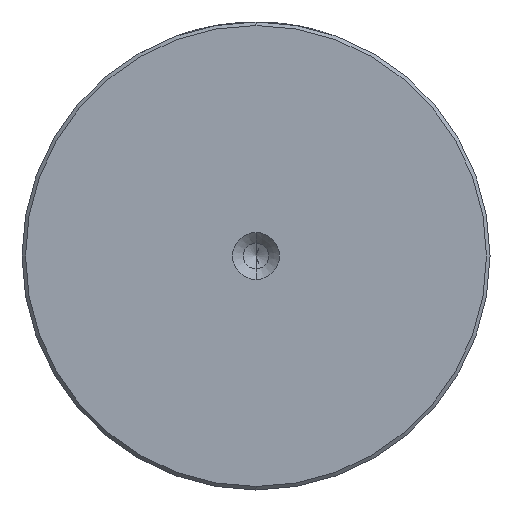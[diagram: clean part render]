
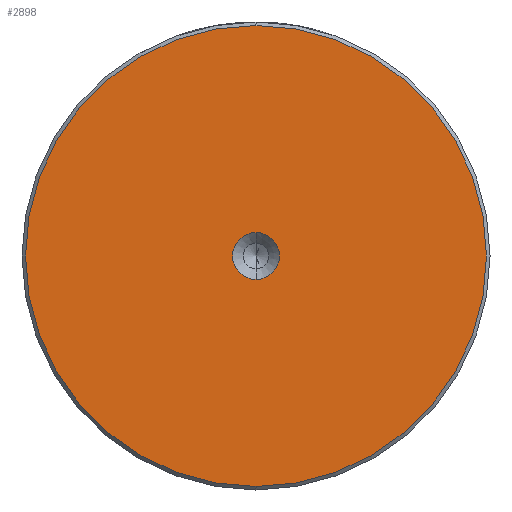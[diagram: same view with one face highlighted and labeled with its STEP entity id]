
A CAD part, left-side view. The second image highlights one B-rep face of the part: STEP entity #2898.
In plain terms, the highlighted planar face has unit normal (-1, 0, 0).
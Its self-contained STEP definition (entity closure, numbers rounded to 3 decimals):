
#4 = CARTESIAN_POINT ( 'NONE',  ( 0., 0., -3.3 ) ) ;
#146 = VERTEX_POINT ( 'NONE', #2760 ) ;
#168 = CIRCLE ( 'NONE', #1455, 32.5 ) ;
#200 = DIRECTION ( 'NONE',  ( -1., 0., 0. ) ) ;
#235 = CARTESIAN_POINT ( 'NONE',  ( 0., 0., 0. ) ) ;
#246 = AXIS2_PLACEMENT_3D ( 'NONE', #1311, #1317, #2878 ) ;
#305 = AXIS2_PLACEMENT_3D ( 'NONE', #1645, #1633, #1425 ) ;
#352 = ORIENTED_EDGE ( 'NONE', *, *, #427, .F. ) ;
#427 = EDGE_CURVE ( 'NONE', #2067, #1467, #598, .T. ) ;
#430 = CIRCLE ( 'NONE', #2676, 3.3 ) ;
#468 = DIRECTION ( 'NONE',  ( 0., 0., 1. ) ) ;
#550 = EDGE_LOOP ( 'NONE', ( #1226, #2184 ) ) ;
#598 = CIRCLE ( 'NONE', #305, 3.3 ) ;
#635 = EDGE_LOOP ( 'NONE', ( #352, #1832 ) ) ;
#638 = AXIS2_PLACEMENT_3D ( 'NONE', #2118, #756, #2336 ) ;
#756 = DIRECTION ( 'NONE',  ( -1., 0., 0. ) ) ;
#811 = FACE_BOUND ( 'NONE', #635, .T. ) ;
#856 = PLANE ( 'NONE',  #246 ) ;
#878 = FACE_OUTER_BOUND ( 'NONE', #550, .T. ) ;
#941 = CARTESIAN_POINT ( 'NONE',  ( 0., 0., 3.3 ) ) ;
#1063 = EDGE_CURVE ( 'NONE', #1467, #2067, #430, .T. ) ;
#1226 = ORIENTED_EDGE ( 'NONE', *, *, #1401, .T. ) ;
#1297 = VERTEX_POINT ( 'NONE', #2463 ) ;
#1311 = CARTESIAN_POINT ( 'NONE',  ( 0., 0., 0. ) ) ;
#1317 = DIRECTION ( 'NONE',  ( -1., 0., 0. ) ) ;
#1401 = EDGE_CURVE ( 'NONE', #146, #1297, #168, .T. ) ;
#1425 = DIRECTION ( 'NONE',  ( 0., 0., 1. ) ) ;
#1455 = AXIS2_PLACEMENT_3D ( 'NONE', #235, #1837, #468 ) ;
#1467 = VERTEX_POINT ( 'NONE', #4 ) ;
#1568 = EDGE_CURVE ( 'NONE', #1297, #146, #2670, .T. ) ;
#1577 = CARTESIAN_POINT ( 'NONE',  ( 0., 0., 0. ) ) ;
#1633 = DIRECTION ( 'NONE',  ( -1., 0., 0. ) ) ;
#1645 = CARTESIAN_POINT ( 'NONE',  ( 0., 0., 0. ) ) ;
#1808 = DIRECTION ( 'NONE',  ( 0., 0., 1. ) ) ;
#1832 = ORIENTED_EDGE ( 'NONE', *, *, #1063, .F. ) ;
#1837 = DIRECTION ( 'NONE',  ( -1., 0., 0. ) ) ;
#2067 = VERTEX_POINT ( 'NONE', #941 ) ;
#2118 = CARTESIAN_POINT ( 'NONE',  ( 0., 0., 0. ) ) ;
#2184 = ORIENTED_EDGE ( 'NONE', *, *, #1568, .T. ) ;
#2336 = DIRECTION ( 'NONE',  ( 0., 0., 1. ) ) ;
#2463 = CARTESIAN_POINT ( 'NONE',  ( 0., 0., 32.5 ) ) ;
#2670 = CIRCLE ( 'NONE', #638, 32.5 ) ;
#2676 = AXIS2_PLACEMENT_3D ( 'NONE', #1577, #200, #1808 ) ;
#2760 = CARTESIAN_POINT ( 'NONE',  ( 0., 0., -32.5 ) ) ;
#2878 = DIRECTION ( 'NONE',  ( 0., 0., 1. ) ) ;
#2898 = ADVANCED_FACE ( 'NONE', ( #878, #811 ), #856, .T. ) ;
